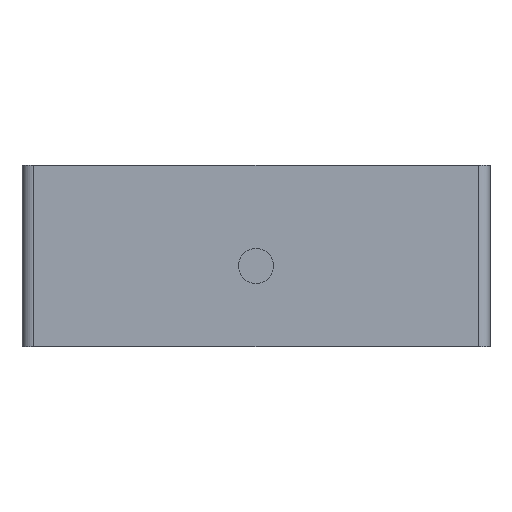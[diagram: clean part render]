
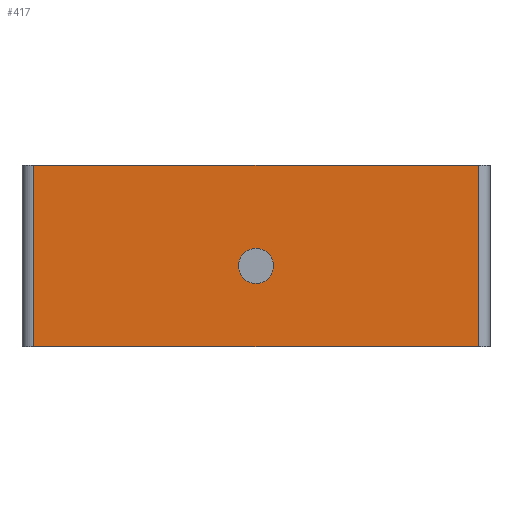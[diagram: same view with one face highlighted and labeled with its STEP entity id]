
A CAD part, front view. The second image highlights one B-rep face of the part: STEP entity #417.
In plain terms, the highlighted planar face has unit normal (0, -1, 0).
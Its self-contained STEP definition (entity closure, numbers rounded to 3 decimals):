
#84 = LINE ( 'NONE', #623, #687 ) ;
#90 = CIRCLE ( 'NONE', #736, 3. ) ;
#92 = AXIS2_PLACEMENT_3D ( 'NONE', #93, #783, #921 ) ;
#93 = CARTESIAN_POINT ( 'NONE',  ( 2., 0., 7. ) ) ;
#139 = ORIENTED_EDGE ( 'NONE', *, *, #1081, .F. ) ;
#178 = LINE ( 'NONE', #868, #910 ) ;
#203 = EDGE_LOOP ( 'NONE', ( #313, #360, #538, #139 ) ) ;
#219 = CARTESIAN_POINT ( 'NONE',  ( 40., 0., -7.2 ) ) ;
#286 = ORIENTED_EDGE ( 'NONE', *, *, #1497, .F. ) ;
#304 = DIRECTION ( 'NONE',  ( 0., -1., 0. ) ) ;
#313 = ORIENTED_EDGE ( 'NONE', *, *, #1603, .T. ) ;
#324 = DIRECTION ( 'NONE',  ( 1., 0., 0. ) ) ;
#360 = ORIENTED_EDGE ( 'NONE', *, *, #1746, .T. ) ;
#371 = CARTESIAN_POINT ( 'NONE',  ( 40., 0., -13.2 ) ) ;
#417 = ADVANCED_FACE ( 'NONE', ( #1340, #1065 ), #1734, .F. ) ;
#425 = VERTEX_POINT ( 'NONE', #371 ) ;
#436 = CARTESIAN_POINT ( 'NONE',  ( 40., 0., -10.2 ) ) ;
#437 = EDGE_LOOP ( 'NONE', ( #1408, #286 ) ) ;
#470 = DIRECTION ( 'NONE',  ( 0., 0., -1. ) ) ;
#536 = LINE ( 'NONE', #1205, #1393 ) ;
#538 = ORIENTED_EDGE ( 'NONE', *, *, #633, .F. ) ;
#547 = DIRECTION ( 'NONE',  ( 1., 0., 0. ) ) ;
#578 = LINE ( 'NONE', #728, #1696 ) ;
#583 = CARTESIAN_POINT ( 'NONE',  ( 78., 0., -24. ) ) ;
#623 = CARTESIAN_POINT ( 'NONE',  ( 2., 0., 7. ) ) ;
#633 = EDGE_CURVE ( 'NONE', #833, #1103, #578, .T. ) ;
#687 = VECTOR ( 'NONE', #1572, 1000. ) ;
#728 = CARTESIAN_POINT ( 'NONE',  ( 78., 0., 7. ) ) ;
#736 = AXIS2_PLACEMENT_3D ( 'NONE', #1391, #1276, #1251 ) ;
#783 = DIRECTION ( 'NONE',  ( 0., 1., 0. ) ) ;
#833 = VERTEX_POINT ( 'NONE', #1451 ) ;
#855 = VERTEX_POINT ( 'NONE', #1305 ) ;
#868 = CARTESIAN_POINT ( 'NONE',  ( 2., 0., 7. ) ) ;
#910 = VECTOR ( 'NONE', #324, 1000. ) ;
#913 = AXIS2_PLACEMENT_3D ( 'NONE', #436, #304, #470 ) ;
#921 = DIRECTION ( 'NONE',  ( 0., 0., 1. ) ) ;
#1065 = FACE_OUTER_BOUND ( 'NONE', #203, .T. ) ;
#1081 = EDGE_CURVE ( 'NONE', #1222, #833, #178, .T. ) ;
#1103 = VERTEX_POINT ( 'NONE', #583 ) ;
#1169 = CARTESIAN_POINT ( 'NONE',  ( 2., 0., 7. ) ) ;
#1203 = VERTEX_POINT ( 'NONE', #219 ) ;
#1205 = CARTESIAN_POINT ( 'NONE',  ( 2., 0., -24. ) ) ;
#1222 = VERTEX_POINT ( 'NONE', #1169 ) ;
#1251 = DIRECTION ( 'NONE',  ( 0., 0., -1. ) ) ;
#1276 = DIRECTION ( 'NONE',  ( 0., -1., 0. ) ) ;
#1281 = DIRECTION ( 'NONE',  ( 0., 0., -1. ) ) ;
#1305 = CARTESIAN_POINT ( 'NONE',  ( 2., 0., -24. ) ) ;
#1310 = CIRCLE ( 'NONE', #913, 3. ) ;
#1340 = FACE_BOUND ( 'NONE', #437, .T. ) ;
#1391 = CARTESIAN_POINT ( 'NONE',  ( 40., 0., -10.2 ) ) ;
#1393 = VECTOR ( 'NONE', #547, 1000. ) ;
#1408 = ORIENTED_EDGE ( 'NONE', *, *, #1410, .F. ) ;
#1410 = EDGE_CURVE ( 'NONE', #425, #1203, #90, .T. ) ;
#1451 = CARTESIAN_POINT ( 'NONE',  ( 78., 0., 7. ) ) ;
#1497 = EDGE_CURVE ( 'NONE', #1203, #425, #1310, .T. ) ;
#1572 = DIRECTION ( 'NONE',  ( 0., 0., -1. ) ) ;
#1603 = EDGE_CURVE ( 'NONE', #1222, #855, #84, .T. ) ;
#1696 = VECTOR ( 'NONE', #1281, 1000. ) ;
#1734 = PLANE ( 'NONE',  #92 ) ;
#1746 = EDGE_CURVE ( 'NONE', #855, #1103, #536, .T. ) ;
